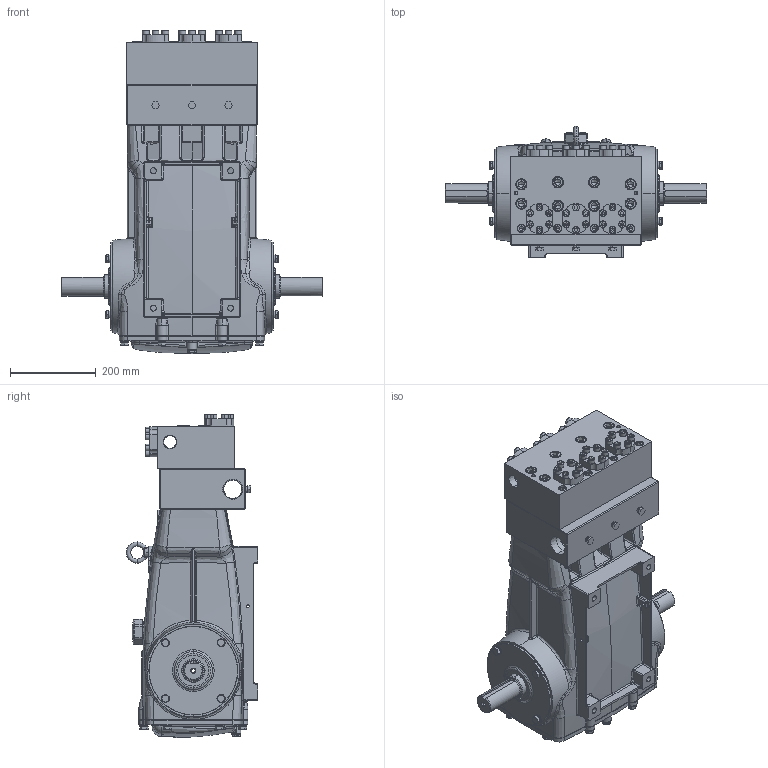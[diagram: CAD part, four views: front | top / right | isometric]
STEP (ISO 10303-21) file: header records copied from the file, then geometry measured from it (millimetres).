
FILE_DESCRIPTION (( 'STEP AP203' ), '1' );
FILE_NAME ('6811.STEP', '2022-06-02T12:12:11', ( '' ), ( '' ), 'SwSTEP 2.0', 'SolidWorks 2021', '' );
FILE_SCHEMA (( 'CONFIG_CONTROL_DESIGN' ));
Length unit declared in the file: inch
Products named in the file (1): 6811
Bounding box: 610 x 306 x 752.96 mm (x, y, z)
Surface area: 1425258.1 mm2 (no closed solid volume)
Topology: 0 solids, 144 shells, 1865 faces, 5504 edges, 3615 vertices
Faces by surface type: plane 688, cylinder 482, bspline 318, torus 189, cone 149, sphere 39
Entity records: 81411 total; most frequent: CARTESIAN_POINT 34252, DIRECTION 9778, ORIENTED_EDGE 9100, EDGE_CURVE 5386, AXIS2_PLACEMENT_3D 3814, VERTEX_POINT 3599, CIRCLE 2266, EDGE_LOOP 2182
